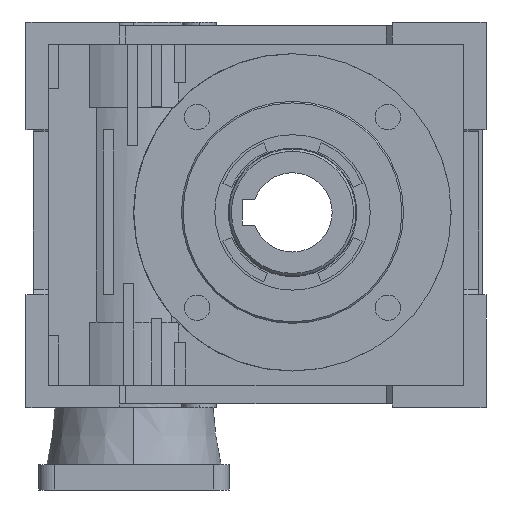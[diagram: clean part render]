
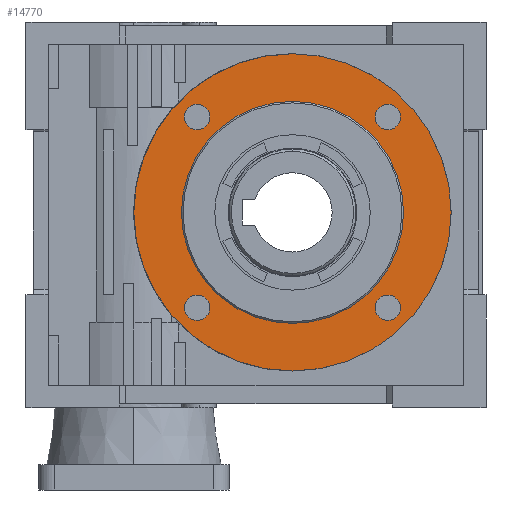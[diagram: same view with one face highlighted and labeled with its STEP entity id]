
A CAD part, left-side view. The second image highlights one B-rep face of the part: STEP entity #14770.
In plain terms, the highlighted planar face has unit normal (-1, 0, 0).
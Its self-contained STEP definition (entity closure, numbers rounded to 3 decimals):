
#141 = CARTESIAN_POINT ( 'NONE',  ( -43.5, 0., 0. ) ) ;
#178 = EDGE_LOOP ( 'NONE', ( #10512, #21982 ) ) ;
#718 = EDGE_LOOP ( 'NONE', ( #16864, #16756 ) ) ;
#810 = EDGE_CURVE ( 'NONE', #5005, #12819, #10234, .T. ) ;
#1035 = DIRECTION ( 'NONE',  ( 0., 0., 1. ) ) ;
#1051 = DIRECTION ( 'NONE',  ( 0., 1., 0. ) ) ;
#1061 = VERTEX_POINT ( 'NONE', #7696 ) ;
#1183 = EDGE_CURVE ( 'NONE', #22056, #9153, #6163, .T. ) ;
#1284 = DIRECTION ( 'NONE',  ( 1., 0., 0. ) ) ;
#1351 = VERTEX_POINT ( 'NONE', #14301 ) ;
#1422 = CARTESIAN_POINT ( 'NONE',  ( -43.5, 30.052, -30.052 ) ) ;
#1697 = DIRECTION ( 'NONE',  ( 0., 0., -1. ) ) ;
#1753 = DIRECTION ( 'NONE',  ( 1., 0., 0. ) ) ;
#1775 = PLANE ( 'NONE',  #4617 ) ;
#2373 = CIRCLE ( 'NONE', #16059, 4. ) ;
#2775 = CIRCLE ( 'NONE', #16840, 50.01 ) ;
#2870 = DIRECTION ( 'NONE',  ( 1., 0., 0. ) ) ;
#2881 = EDGE_LOOP ( 'NONE', ( #16127, #19087 ) ) ;
#2888 = ORIENTED_EDGE ( 'NONE', *, *, #20027, .F. ) ;
#4125 = VERTEX_POINT ( 'NONE', #15837 ) ;
#4229 = CIRCLE ( 'NONE', #21123, 4. ) ;
#4387 = CIRCLE ( 'NONE', #10521, 4. ) ;
#4407 = AXIS2_PLACEMENT_3D ( 'NONE', #20803, #5384, #7173 ) ;
#4617 = AXIS2_PLACEMENT_3D ( 'NONE', #141, #8629, #1697 ) ;
#5005 = VERTEX_POINT ( 'NONE', #16431 ) ;
#5184 = ORIENTED_EDGE ( 'NONE', *, *, #7073, .T. ) ;
#5384 = DIRECTION ( 'NONE',  ( -1., 0., 0. ) ) ;
#5773 = CARTESIAN_POINT ( 'NONE',  ( -43.5, -30.052, -30.052 ) ) ;
#5820 = AXIS2_PLACEMENT_3D ( 'NONE', #12745, #9385, #5999 ) ;
#5999 = DIRECTION ( 'NONE',  ( 0., 0., -1. ) ) ;
#6163 = CIRCLE ( 'NONE', #16673, 4. ) ;
#6239 = CARTESIAN_POINT ( 'NONE',  ( -43.5, 30.052, -26.052 ) ) ;
#6433 = AXIS2_PLACEMENT_3D ( 'NONE', #10099, #2870, #1051 ) ;
#6700 = VERTEX_POINT ( 'NONE', #16772 ) ;
#6817 = ORIENTED_EDGE ( 'NONE', *, *, #17878, .T. ) ;
#6858 = AXIS2_PLACEMENT_3D ( 'NONE', #20726, #1753, #19119 ) ;
#7073 = EDGE_CURVE ( 'NONE', #15688, #6700, #19521, .T. ) ;
#7088 = EDGE_CURVE ( 'NONE', #4125, #1061, #16556, .T. ) ;
#7170 = AXIS2_PLACEMENT_3D ( 'NONE', #8949, #17332, #19365 ) ;
#7173 = DIRECTION ( 'NONE',  ( 0., 0., 1. ) ) ;
#7444 = VERTEX_POINT ( 'NONE', #21930 ) ;
#7485 = DIRECTION ( 'NONE',  ( 1., 0., 0. ) ) ;
#7696 = CARTESIAN_POINT ( 'NONE',  ( -43.5, -30.052, -34.052 ) ) ;
#8232 = EDGE_CURVE ( 'NONE', #12819, #5005, #10601, .T. ) ;
#8258 = DIRECTION ( 'NONE',  ( -1., 0., 0. ) ) ;
#8510 = CIRCLE ( 'NONE', #5820, 4. ) ;
#8629 = DIRECTION ( 'NONE',  ( -1., 0., 0. ) ) ;
#8949 = CARTESIAN_POINT ( 'NONE',  ( -43.5, 0., 0. ) ) ;
#8970 = CARTESIAN_POINT ( 'NONE',  ( -43.5, 0., 50.01 ) ) ;
#9089 = ORIENTED_EDGE ( 'NONE', *, *, #17761, .F. ) ;
#9153 = VERTEX_POINT ( 'NONE', #9795 ) ;
#9385 = DIRECTION ( 'NONE',  ( 1., 0., 0. ) ) ;
#9399 = EDGE_CURVE ( 'NONE', #1351, #7444, #8510, .T. ) ;
#9795 = CARTESIAN_POINT ( 'NONE',  ( -43.5, 30.052, -34.052 ) ) ;
#9948 = FACE_OUTER_BOUND ( 'NONE', #21094, .T. ) ;
#10099 = CARTESIAN_POINT ( 'NONE',  ( -43.5, -30.052, 30.052 ) ) ;
#10234 = CIRCLE ( 'NONE', #4407, 35. ) ;
#10374 = CIRCLE ( 'NONE', #7170, 50.01 ) ;
#10475 = FACE_BOUND ( 'NONE', #17575, .T. ) ;
#10512 = ORIENTED_EDGE ( 'NONE', *, *, #810, .F. ) ;
#10521 = AXIS2_PLACEMENT_3D ( 'NONE', #5773, #7485, #1035 ) ;
#10533 = CARTESIAN_POINT ( 'NONE',  ( -43.5, 0., 0. ) ) ;
#10601 = CIRCLE ( 'NONE', #21181, 35. ) ;
#10929 = DIRECTION ( 'NONE',  ( 1., 0., 0. ) ) ;
#11671 = CARTESIAN_POINT ( 'NONE',  ( -43.5, 30.052, -30.052 ) ) ;
#11718 = CARTESIAN_POINT ( 'NONE',  ( -43.5, 0., 35. ) ) ;
#11721 = CARTESIAN_POINT ( 'NONE',  ( -43.5, -30.052, -30.052 ) ) ;
#11732 = DIRECTION ( 'NONE',  ( 1., 0., 0. ) ) ;
#12138 = EDGE_CURVE ( 'NONE', #9153, #22056, #2373, .T. ) ;
#12745 = CARTESIAN_POINT ( 'NONE',  ( -43.5, 30.052, 30.052 ) ) ;
#12819 = VERTEX_POINT ( 'NONE', #11718 ) ;
#13382 = DIRECTION ( 'NONE',  ( 0., -1., 0. ) ) ;
#13682 = FACE_BOUND ( 'NONE', #18947, .T. ) ;
#13699 = CIRCLE ( 'NONE', #6858, 4. ) ;
#13921 = EDGE_CURVE ( 'NONE', #7444, #1351, #13699, .T. ) ;
#14297 = ORIENTED_EDGE ( 'NONE', *, *, #7088, .T. ) ;
#14301 = CARTESIAN_POINT ( 'NONE',  ( -43.5, 30.052, 26.052 ) ) ;
#14349 = EDGE_CURVE ( 'NONE', #6700, #15688, #4229, .T. ) ;
#14770 = ADVANCED_FACE ( 'NONE', ( #14799, #13682, #22321, #9948, #22017, #10475 ), #1775, .T. ) ;
#14799 = FACE_BOUND ( 'NONE', #178, .T. ) ;
#15066 = DIRECTION ( 'NONE',  ( 1., 0., 0. ) ) ;
#15116 = VERTEX_POINT ( 'NONE', #8970 ) ;
#15688 = VERTEX_POINT ( 'NONE', #16633 ) ;
#15720 = DIRECTION ( 'NONE',  ( 1., 0., 0. ) ) ;
#15837 = CARTESIAN_POINT ( 'NONE',  ( -43.5, -30.052, -26.052 ) ) ;
#15888 = VERTEX_POINT ( 'NONE', #21448 ) ;
#16059 = AXIS2_PLACEMENT_3D ( 'NONE', #1422, #11732, #22276 ) ;
#16127 = ORIENTED_EDGE ( 'NONE', *, *, #1183, .T. ) ;
#16431 = CARTESIAN_POINT ( 'NONE',  ( -43.5, 0., -35. ) ) ;
#16556 = CIRCLE ( 'NONE', #17519, 4. ) ;
#16633 = CARTESIAN_POINT ( 'NONE',  ( -43.5, -30.052, 26.052 ) ) ;
#16673 = AXIS2_PLACEMENT_3D ( 'NONE', #11671, #1284, #13382 ) ;
#16756 = ORIENTED_EDGE ( 'NONE', *, *, #9399, .T. ) ;
#16772 = CARTESIAN_POINT ( 'NONE',  ( -43.5, -30.052, 34.052 ) ) ;
#16828 = ORIENTED_EDGE ( 'NONE', *, *, #14349, .T. ) ;
#16840 = AXIS2_PLACEMENT_3D ( 'NONE', #10533, #15720, #20895 ) ;
#16864 = ORIENTED_EDGE ( 'NONE', *, *, #13921, .T. ) ;
#17021 = CARTESIAN_POINT ( 'NONE',  ( -43.5, 0., 0. ) ) ;
#17332 = DIRECTION ( 'NONE',  ( 1., 0., 0. ) ) ;
#17519 = AXIS2_PLACEMENT_3D ( 'NONE', #11721, #15066, #18421 ) ;
#17575 = EDGE_LOOP ( 'NONE', ( #16828, #5184 ) ) ;
#17761 = EDGE_CURVE ( 'NONE', #15116, #15888, #10374, .T. ) ;
#17878 = EDGE_CURVE ( 'NONE', #1061, #4125, #4387, .T. ) ;
#17978 = DIRECTION ( 'NONE',  ( 0., 1., 0. ) ) ;
#18421 = DIRECTION ( 'NONE',  ( 0., 0., 1. ) ) ;
#18947 = EDGE_LOOP ( 'NONE', ( #14297, #6817 ) ) ;
#19087 = ORIENTED_EDGE ( 'NONE', *, *, #12138, .T. ) ;
#19119 = DIRECTION ( 'NONE',  ( 0., 0., -1. ) ) ;
#19365 = DIRECTION ( 'NONE',  ( 0., 0., -1. ) ) ;
#19521 = CIRCLE ( 'NONE', #6433, 4. ) ;
#19569 = CARTESIAN_POINT ( 'NONE',  ( -43.5, -30.052, 30.052 ) ) ;
#20027 = EDGE_CURVE ( 'NONE', #15888, #15116, #2775, .T. ) ;
#20280 = DIRECTION ( 'NONE',  ( 0., 0., 1. ) ) ;
#20726 = CARTESIAN_POINT ( 'NONE',  ( -43.5, 30.052, 30.052 ) ) ;
#20803 = CARTESIAN_POINT ( 'NONE',  ( -43.5, 0., 0. ) ) ;
#20895 = DIRECTION ( 'NONE',  ( 0., 0., -1. ) ) ;
#21094 = EDGE_LOOP ( 'NONE', ( #2888, #9089 ) ) ;
#21123 = AXIS2_PLACEMENT_3D ( 'NONE', #19569, #10929, #17978 ) ;
#21181 = AXIS2_PLACEMENT_3D ( 'NONE', #17021, #8258, #20280 ) ;
#21448 = CARTESIAN_POINT ( 'NONE',  ( -43.5, 0., -50.01 ) ) ;
#21930 = CARTESIAN_POINT ( 'NONE',  ( -43.5, 30.052, 34.052 ) ) ;
#21982 = ORIENTED_EDGE ( 'NONE', *, *, #8232, .F. ) ;
#22017 = FACE_BOUND ( 'NONE', #2881, .T. ) ;
#22056 = VERTEX_POINT ( 'NONE', #6239 ) ;
#22276 = DIRECTION ( 'NONE',  ( 0., -1., 0. ) ) ;
#22321 = FACE_BOUND ( 'NONE', #718, .T. ) ;
